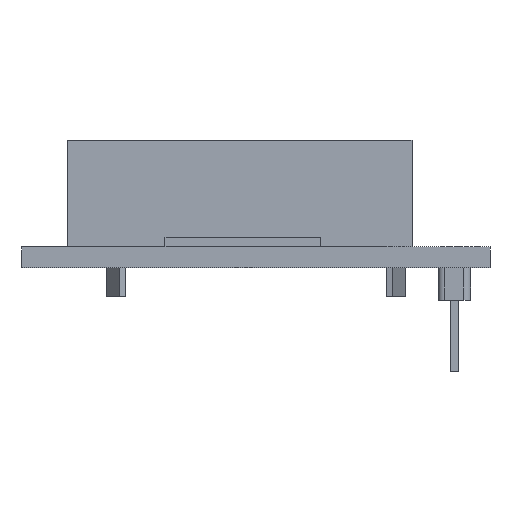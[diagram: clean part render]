
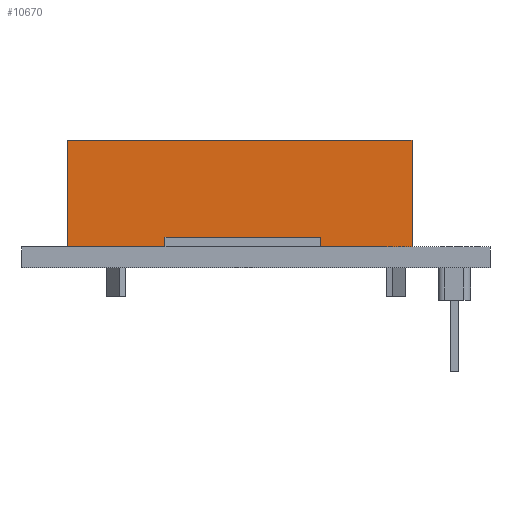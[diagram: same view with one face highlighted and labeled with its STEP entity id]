
A CAD part, left-side view. The second image highlights one B-rep face of the part: STEP entity #10670.
In plain terms, the highlighted planar face has unit normal (-1, 0, 0).
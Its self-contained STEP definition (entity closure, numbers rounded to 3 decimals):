
#1583 = VECTOR ( 'NONE', #9904, 1000. ) ;
#1733 = LINE ( 'NONE', #9907, #1583 ) ;
#2503 = VERTEX_POINT ( 'NONE', #3074 ) ;
#2593 = VERTEX_POINT ( 'NONE', #3148 ) ;
#2734 = VERTEX_POINT ( 'NONE', #3183 ) ;
#2796 = VERTEX_POINT ( 'NONE', #3245 ) ;
#2914 = VERTEX_POINT ( 'NONE', #3361 ) ;
#2919 = VERTEX_POINT ( 'NONE', #3366 ) ;
#2932 = VERTEX_POINT ( 'NONE', #3379 ) ;
#3006 = VERTEX_POINT ( 'NONE', #3444 ) ;
#3074 = CARTESIAN_POINT ( 'NONE',  ( -35.25, 14.5, 9.8 ) ) ;
#3148 = CARTESIAN_POINT ( 'NONE',  ( -35.25, -12., 1.6 ) ) ;
#3183 = CARTESIAN_POINT ( 'NONE',  ( -35.25, -5., 2.35 ) ) ;
#3245 = CARTESIAN_POINT ( 'NONE',  ( -35.25, 7., 1.6 ) ) ;
#3361 = CARTESIAN_POINT ( 'NONE',  ( -35.25, -5., 1.6 ) ) ;
#3366 = CARTESIAN_POINT ( 'NONE',  ( -35.25, 7., 2.35 ) ) ;
#3379 = CARTESIAN_POINT ( 'NONE',  ( -35.25, -12., 9.8 ) ) ;
#3444 = CARTESIAN_POINT ( 'NONE',  ( -35.25, 14.5, 1.6 ) ) ;
#4255 = DIRECTION ( 'NONE',  ( 0., 0., -1. ) ) ;
#4256 = DIRECTION ( 'NONE',  ( 1., 0., 0. ) ) ;
#4269 = CARTESIAN_POINT ( 'NONE',  ( -35.25, 14.5, 9.8 ) ) ;
#4270 = PLANE ( 'NONE',  #5952 ) ;
#5114 = LINE ( 'NONE', #9009, #5268 ) ;
#5143 = VECTOR ( 'NONE', #8926, 1000. ) ;
#5150 = VECTOR ( 'NONE', #9006, 1000. ) ;
#5163 = LINE ( 'NONE', #8939, #5217 ) ;
#5208 = LINE ( 'NONE', #9014, #5288 ) ;
#5217 = VECTOR ( 'NONE', #8936, 1000. ) ;
#5256 = LINE ( 'NONE', #8929, #5143 ) ;
#5268 = VECTOR ( 'NONE', #9008, 1000. ) ;
#5273 = VECTOR ( 'NONE', #8934, 1000. ) ;
#5288 = VECTOR ( 'NONE', #9013, 1000. ) ;
#5319 = LINE ( 'NONE', #8937, #5273 ) ;
#5336 = VECTOR ( 'NONE', #9010, 1000. ) ;
#5343 = LINE ( 'NONE', #9012, #5150 ) ;
#5344 = LINE ( 'NONE', #9032, #5336 ) ;
#5450 = EDGE_CURVE ( 'NONE', #2734, #2919, #1733, .T. ) ;
#5663 = EDGE_CURVE ( 'NONE', #2734, #2914, #5208, .T. ) ;
#5664 = EDGE_CURVE ( 'NONE', #2503, #3006, #5344, .T. ) ;
#5665 = EDGE_CURVE ( 'NONE', #2919, #2796, #5114, .T. ) ;
#5666 = EDGE_CURVE ( 'NONE', #2503, #2932, #5343, .T. ) ;
#5952 = AXIS2_PLACEMENT_3D ( 'NONE', #4269, #4256, #4255 ) ;
#7200 = EDGE_CURVE ( 'NONE', #2932, #2593, #5163, .T. ) ;
#7201 = EDGE_CURVE ( 'NONE', #2914, #2593, #5319, .T. ) ;
#7205 = EDGE_CURVE ( 'NONE', #3006, #2796, #5256, .T. ) ;
#7714 = ORIENTED_EDGE ( 'NONE', *, *, #7201, .T. ) ;
#7715 = ORIENTED_EDGE ( 'NONE', *, *, #5663, .T. ) ;
#7721 = ORIENTED_EDGE ( 'NONE', *, *, #5450, .F. ) ;
#7722 = ORIENTED_EDGE ( 'NONE', *, *, #7205, .T. ) ;
#7723 = ORIENTED_EDGE ( 'NONE', *, *, #5665, .F. ) ;
#7724 = ORIENTED_EDGE ( 'NONE', *, *, #5666, .F. ) ;
#7725 = ORIENTED_EDGE ( 'NONE', *, *, #5664, .T. ) ;
#7726 = ORIENTED_EDGE ( 'NONE', *, *, #7200, .F. ) ;
#8272 = EDGE_LOOP ( 'NONE', ( #7715, #7714, #7726, #7724, #7725, #7722, #7723, #7721 ) ) ;
#8926 = DIRECTION ( 'NONE',  ( 0., -1., 0. ) ) ;
#8929 = CARTESIAN_POINT ( 'NONE',  ( -35.25, 14.5, 1.6 ) ) ;
#8934 = DIRECTION ( 'NONE',  ( 0., -1., 0. ) ) ;
#8936 = DIRECTION ( 'NONE',  ( 0., 0., -1. ) ) ;
#8937 = CARTESIAN_POINT ( 'NONE',  ( -35.25, 14.5, 1.6 ) ) ;
#8939 = CARTESIAN_POINT ( 'NONE',  ( -35.25, -12., 9.8 ) ) ;
#9006 = DIRECTION ( 'NONE',  ( 0., -1., 0. ) ) ;
#9008 = DIRECTION ( 'NONE',  ( 0., 0., -1. ) ) ;
#9009 = CARTESIAN_POINT ( 'NONE',  ( -35.25, 7., 2.35 ) ) ;
#9010 = DIRECTION ( 'NONE',  ( 0., 0., -1. ) ) ;
#9012 = CARTESIAN_POINT ( 'NONE',  ( -35.25, 14.5, 9.8 ) ) ;
#9013 = DIRECTION ( 'NONE',  ( 0., 0., -1. ) ) ;
#9014 = CARTESIAN_POINT ( 'NONE',  ( -35.25, -5., 2.35 ) ) ;
#9032 = CARTESIAN_POINT ( 'NONE',  ( -35.25, 14.5, 9.8 ) ) ;
#9904 = DIRECTION ( 'NONE',  ( 0., 1., 0. ) ) ;
#9907 = CARTESIAN_POINT ( 'NONE',  ( -35.25, 7., 2.35 ) ) ;
#10635 = FACE_OUTER_BOUND ( 'NONE', #8272, .T. ) ;
#10670 = ADVANCED_FACE ( 'NONE', ( #10635 ), #4270, .F. ) ;
